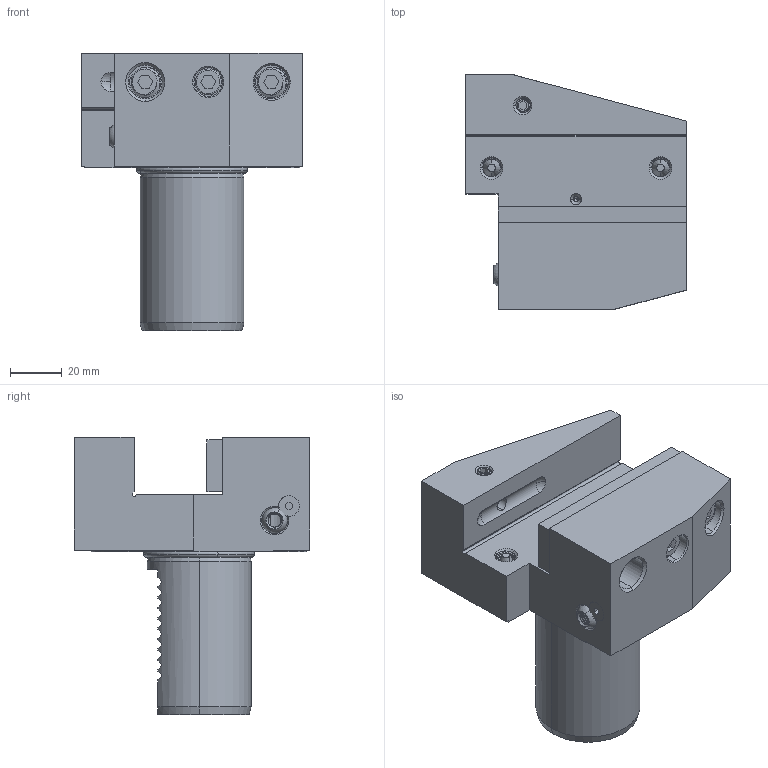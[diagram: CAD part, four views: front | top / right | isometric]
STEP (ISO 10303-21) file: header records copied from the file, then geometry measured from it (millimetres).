
FILE_DESCRIPTION (( 'STEP AP203' ), '1' );
FILE_NAME ('409.34.25.IK.STEP', '2017-12-26T03:57:24', ( '' ), ( '' ), 'SwSTEP 2.0', 'SolidWorks 2012', '' );
FILE_SCHEMA (( 'CONFIG_CONTROL_DESIGN' ));
Length unit declared in the file: millimetre
Products named in the file (13): M6螺絲投; 409.34.25.IK; O型環8; 管螺文螺絲; 25x7.8; 2-44100006N4出水銅嘴; 皿頭_M4xP0.7x8L; M8尖頭螺絲; O型環38.7; M12平頭螺絲25; M6x30; 72.5x20x6; VDI40    B4
Assembly tree (16 placements, depth 2):
  409.34.25.IK
    VDI40    B4
    72.5x20x6
    M6x30
    M8尖頭螺絲  x2
    M12平頭螺絲25  x2
    O型環38.7
    皿頭_M4xP0.7x8L
    2-44100006N4出水銅嘴
    管螺文螺絲
    25x7.8
    M6螺絲投  x3
    O型環8
Bounding box: 85 x 90.5 x 106.7 mm (x, y, z)
Volume: 292209.6 mm3; surface area: 60238 mm2
Topology: 16 solids, 16 shells, 804 faces, 2178 edges, 1410 vertices
Faces by surface type: cylinder 408, plane 167, cone 156, bspline 49, torus 18, sphere 6
Entity records: 67269 total; most frequent: CARTESIAN_POINT 51205, ORIENTED_EDGE 3584, DIRECTION 2506, EDGE_CURVE 1792, VERTEX_POINT 1161, AXIS2_PLACEMENT_3D 908, EDGE_LOOP 705, LINE 690
